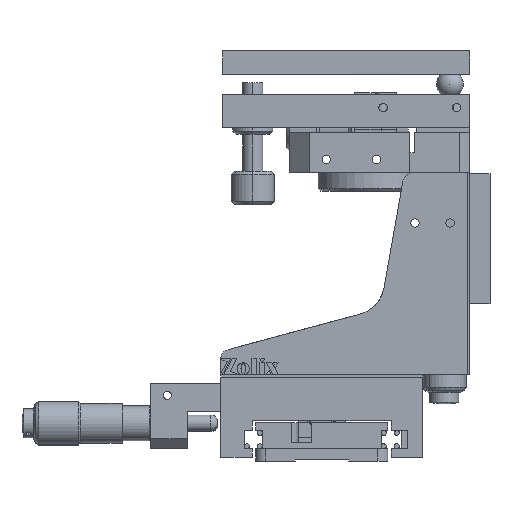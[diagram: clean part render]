
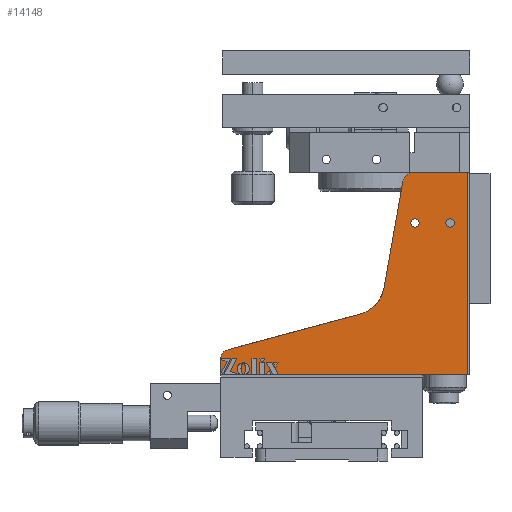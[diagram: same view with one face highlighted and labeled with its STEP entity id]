
A CAD part, left-side view. The second image highlights one B-rep face of the part: STEP entity #14148.
In plain terms, the highlighted planar face has unit normal (-1, 0, 0).
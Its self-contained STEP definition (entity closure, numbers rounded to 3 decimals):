
#149 = CARTESIAN_POINT ( 'NONE',  ( -30.25, -27.9, 71.3 ) ) ;
#289 = VERTEX_POINT ( 'NONE', #9500 ) ;
#727 = LINE ( 'NONE', #16492, #18584 ) ;
#985 = DIRECTION ( 'NONE',  ( 0., -1., 0. ) ) ;
#1036 = CIRCLE ( 'NONE', #17087, 1.25 ) ;
#1645 = CARTESIAN_POINT ( 'NONE',  ( -30.25, -27.217, 86.3 ) ) ;
#2149 = EDGE_CURVE ( 'NONE', #22496, #30973, #16086, .T. ) ;
#2399 = EDGE_CURVE ( 'NONE', #8443, #8360, #17952, .T. ) ;
#2789 = EDGE_LOOP ( 'NONE', ( #8416, #30634 ) ) ;
#2810 = FACE_OUTER_BOUND ( 'NONE', #14507, .T. ) ;
#3176 = ORIENTED_EDGE ( 'NONE', *, *, #5919, .F. ) ;
#3732 = AXIS2_PLACEMENT_3D ( 'NONE', #20436, #32759, #5472 ) ;
#4403 = CARTESIAN_POINT ( 'NONE',  ( -30.25, 28.076, 33.396 ) ) ;
#4418 = ORIENTED_EDGE ( 'NONE', *, *, #2149, .F. ) ;
#4463 = ORIENTED_EDGE ( 'NONE', *, *, #15036, .F. ) ;
#5070 = DIRECTION ( 'NONE',  ( 0., -1., 0. ) ) ;
#5088 = VERTEX_POINT ( 'NONE', #1645 ) ;
#5303 = AXIS2_PLACEMENT_3D ( 'NONE', #15597, #33497, #15471 ) ;
#5353 = ORIENTED_EDGE ( 'NONE', *, *, #7902, .F. ) ;
#5472 = DIRECTION ( 'NONE',  ( 0., -1., 0. ) ) ;
#5919 = EDGE_CURVE ( 'NONE', #5088, #22912, #38480, .T. ) ;
#7189 = DIRECTION ( 'NONE',  ( 1., 0., 0. ) ) ;
#7685 = DIRECTION ( 'NONE',  ( 0., -1., 0. ) ) ;
#7838 = DIRECTION ( 'NONE',  ( 0., -0.174, 0.985 ) ) ;
#7870 = CIRCLE ( 'NONE', #5303, 3. ) ;
#7902 = EDGE_CURVE ( 'NONE', #18881, #8824, #9433, .T. ) ;
#8080 = AXIS2_PLACEMENT_3D ( 'NONE', #8876, #38703, #29946 ) ;
#8360 = VERTEX_POINT ( 'NONE', #20981 ) ;
#8416 = ORIENTED_EDGE ( 'NONE', *, *, #15784, .F. ) ;
#8443 = VERTEX_POINT ( 'NONE', #8868 ) ;
#8824 = VERTEX_POINT ( 'NONE', #38647 ) ;
#8868 = CARTESIAN_POINT ( 'NONE',  ( -30.25, -37.15, 71.3 ) ) ;
#8876 = CARTESIAN_POINT ( 'NONE',  ( -30.25, 27.3, 30.498 ) ) ;
#9019 = CARTESIAN_POINT ( 'NONE',  ( -30.25, -43.7, 25.8 ) ) ;
#9047 = DIRECTION ( 'NONE',  ( 0., 1., 0. ) ) ;
#9055 = CARTESIAN_POINT ( 'NONE',  ( -30.25, -43.7, 25.8 ) ) ;
#9433 = CIRCLE ( 'NONE', #24095, 1.25 ) ;
#9500 = CARTESIAN_POINT ( 'NONE',  ( -30.25, -24.263, 83.821 ) ) ;
#9854 = DIRECTION ( 'NONE',  ( 0., -1., 0. ) ) ;
#10196 = ORIENTED_EDGE ( 'NONE', *, *, #36991, .T. ) ;
#10869 = DIRECTION ( 'NONE',  ( 0., 0., 1. ) ) ;
#11160 = FACE_BOUND ( 'NONE', #21993, .T. ) ;
#12190 = DIRECTION ( 'NONE',  ( 0., -1., 0. ) ) ;
#13514 = VERTEX_POINT ( 'NONE', #4403 ) ;
#13565 = DIRECTION ( 'NONE',  ( 0., -1., 0. ) ) ;
#13807 = VERTEX_POINT ( 'NONE', #23663 ) ;
#14148 = ADVANCED_FACE ( 'NONE', ( #34167, #11160, #2810 ), #20089, .T. ) ;
#14310 = CARTESIAN_POINT ( 'NONE',  ( -30.25, -43.7, 25.8 ) ) ;
#14507 = EDGE_LOOP ( 'NONE', ( #33887, #28166, #20917, #4418, #35874, #3176, #38734, #16808, #10196 ) ) ;
#14570 = CARTESIAN_POINT ( 'NONE',  ( -30.25, -27.9, 71.3 ) ) ;
#14925 = CARTESIAN_POINT ( 'NONE',  ( -30.25, 30.3, 25.8 ) ) ;
#15036 = EDGE_CURVE ( 'NONE', #8824, #18881, #33523, .T. ) ;
#15471 = DIRECTION ( 'NONE',  ( 0., -1., 0. ) ) ;
#15597 = CARTESIAN_POINT ( 'NONE',  ( -30.25, -27.217, 83.3 ) ) ;
#15784 = EDGE_CURVE ( 'NONE', #8360, #8443, #1036, .T. ) ;
#16086 = LINE ( 'NONE', #14925, #28371 ) ;
#16492 = CARTESIAN_POINT ( 'NONE',  ( -30.25, -17.526, 45.615 ) ) ;
#16808 = ORIENTED_EDGE ( 'NONE', *, *, #17970, .F. ) ;
#17047 = AXIS2_PLACEMENT_3D ( 'NONE', #9019, #22019, #7685 ) ;
#17087 = AXIS2_PLACEMENT_3D ( 'NONE', #31053, #24912, #985 ) ;
#17645 = DIRECTION ( 'NONE',  ( -1., 0., 0. ) ) ;
#17952 = CIRCLE ( 'NONE', #3732, 1.25 ) ;
#17970 = EDGE_CURVE ( 'NONE', #25467, #289, #35329, .T. ) ;
#17986 = LINE ( 'NONE', #19698, #19851 ) ;
#18361 = CARTESIAN_POINT ( 'NONE',  ( -30.25, -43.7, 86.3 ) ) ;
#18584 = VECTOR ( 'NONE', #34472, 1000. ) ;
#18881 = VERTEX_POINT ( 'NONE', #27217 ) ;
#19698 = CARTESIAN_POINT ( 'NONE',  ( -30.25, 30.3, 32.8 ) ) ;
#19851 = VECTOR ( 'NONE', #10869, 1000. ) ;
#20089 = PLANE ( 'NONE',  #17047 ) ;
#20436 = CARTESIAN_POINT ( 'NONE',  ( -30.25, -38.4, 71.3 ) ) ;
#20917 = ORIENTED_EDGE ( 'NONE', *, *, #31809, .F. ) ;
#20981 = CARTESIAN_POINT ( 'NONE',  ( -30.25, -39.65, 71.3 ) ) ;
#21448 = CARTESIAN_POINT ( 'NONE',  ( -30.25, 30.3, 30.498 ) ) ;
#21993 = EDGE_LOOP ( 'NONE', ( #4463, #5353 ) ) ;
#22019 = DIRECTION ( 'NONE',  ( -1., 0., 0. ) ) ;
#22496 = VERTEX_POINT ( 'NONE', #14310 ) ;
#22812 = CARTESIAN_POINT ( 'NONE',  ( -30.25, -24.7, 86.3 ) ) ;
#22912 = VERTEX_POINT ( 'NONE', #18361 ) ;
#23142 = VECTOR ( 'NONE', #24321, 1000. ) ;
#23663 = CARTESIAN_POINT ( 'NONE',  ( -30.25, -11.373, 43.966 ) ) ;
#23749 = EDGE_CURVE ( 'NONE', #13514, #13807, #727, .T. ) ;
#24095 = AXIS2_PLACEMENT_3D ( 'NONE', #14570, #17645, #5070 ) ;
#24321 = DIRECTION ( 'NONE',  ( 0., 0., -1. ) ) ;
#24410 = CARTESIAN_POINT ( 'NONE',  ( -30.25, 30.3, 25.8 ) ) ;
#24912 = DIRECTION ( 'NONE',  ( -1., 0., 0. ) ) ;
#25361 = EDGE_CURVE ( 'NONE', #13514, #28438, #25996, .T. ) ;
#25467 = VERTEX_POINT ( 'NONE', #30190 ) ;
#25996 = CIRCLE ( 'NONE', #8080, 3. ) ;
#27217 = CARTESIAN_POINT ( 'NONE',  ( -30.25, -26.65, 71.3 ) ) ;
#28166 = ORIENTED_EDGE ( 'NONE', *, *, #25361, .T. ) ;
#28371 = VECTOR ( 'NONE', #9047, 1000. ) ;
#28438 = VERTEX_POINT ( 'NONE', #21448 ) ;
#29946 = DIRECTION ( 'NONE',  ( 0., -1., 0. ) ) ;
#30190 = CARTESIAN_POINT ( 'NONE',  ( -30.25, -18.632, 51.889 ) ) ;
#30236 = VECTOR ( 'NONE', #7838, 1000. ) ;
#30307 = CIRCLE ( 'NONE', #35841, 10. ) ;
#30320 = EDGE_CURVE ( 'NONE', #5088, #289, #7870, .T. ) ;
#30634 = ORIENTED_EDGE ( 'NONE', *, *, #2399, .F. ) ;
#30973 = VERTEX_POINT ( 'NONE', #24410 ) ;
#31053 = CARTESIAN_POINT ( 'NONE',  ( -30.25, -38.4, 71.3 ) ) ;
#31809 = EDGE_CURVE ( 'NONE', #30973, #28438, #17986, .T. ) ;
#31958 = AXIS2_PLACEMENT_3D ( 'NONE', #149, #32816, #12190 ) ;
#32759 = DIRECTION ( 'NONE',  ( -1., 0., 0. ) ) ;
#32816 = DIRECTION ( 'NONE',  ( -1., 0., 0. ) ) ;
#33497 = DIRECTION ( 'NONE',  ( -1., 0., 0. ) ) ;
#33523 = CIRCLE ( 'NONE', #31958, 1.25 ) ;
#33636 = CARTESIAN_POINT ( 'NONE',  ( -30.25, -43.7, 86.3 ) ) ;
#33808 = EDGE_CURVE ( 'NONE', #22912, #22496, #34827, .T. ) ;
#33887 = ORIENTED_EDGE ( 'NONE', *, *, #23749, .F. ) ;
#34167 = FACE_BOUND ( 'NONE', #2789, .T. ) ;
#34452 = CARTESIAN_POINT ( 'NONE',  ( -30.25, -8.784, 53.625 ) ) ;
#34472 = DIRECTION ( 'NONE',  ( 0., -0.966, 0.259 ) ) ;
#34827 = LINE ( 'NONE', #9055, #23142 ) ;
#35329 = LINE ( 'NONE', #22812, #30236 ) ;
#35841 = AXIS2_PLACEMENT_3D ( 'NONE', #34452, #7189, #13565 ) ;
#35874 = ORIENTED_EDGE ( 'NONE', *, *, #33808, .F. ) ;
#36123 = VECTOR ( 'NONE', #9854, 1000. ) ;
#36991 = EDGE_CURVE ( 'NONE', #25467, #13807, #30307, .T. ) ;
#38480 = LINE ( 'NONE', #33636, #36123 ) ;
#38647 = CARTESIAN_POINT ( 'NONE',  ( -30.25, -29.15, 71.3 ) ) ;
#38703 = DIRECTION ( 'NONE',  ( -1., 0., 0. ) ) ;
#38734 = ORIENTED_EDGE ( 'NONE', *, *, #30320, .T. ) ;
